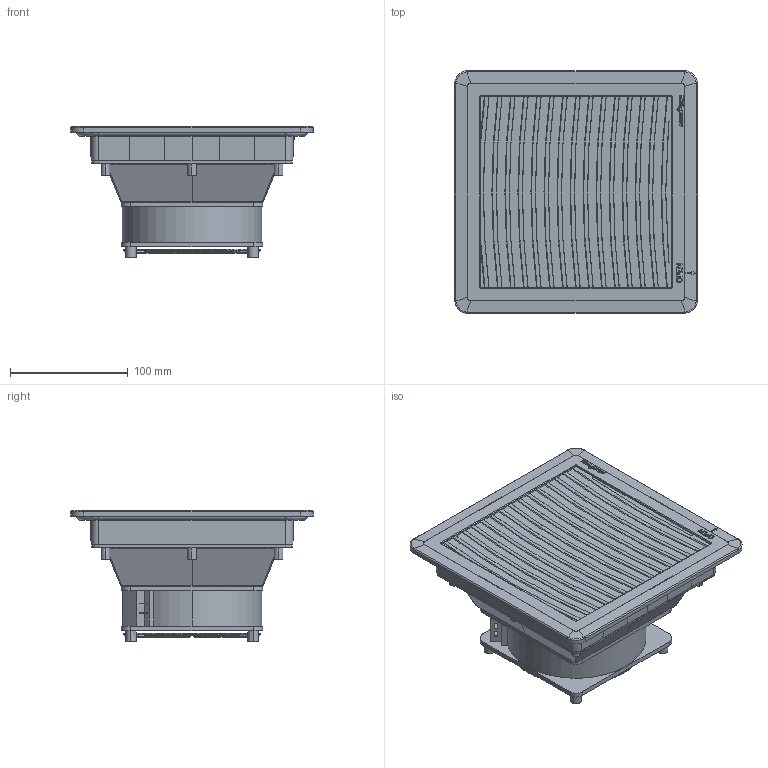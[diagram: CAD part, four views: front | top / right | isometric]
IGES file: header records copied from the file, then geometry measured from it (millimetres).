
Global section: file name: FTEC20 FAN FILTER; native system: AutoCAD 2018 - English; preprocessor: Autodesk Translation Framework DWG producer (atf_dwg_producer); organization: unknown; date: 20191112.093559; units: inch
Bounding box: 206 x 206 x 112.1 mm (x, y, z)
Volume: 2024967.2 mm3; surface area: 165661.5 mm2
Topology: 1 solids, 9 shells, 988 faces, 2744 edges, 1802 vertices
Faces by surface type: bspline 988
